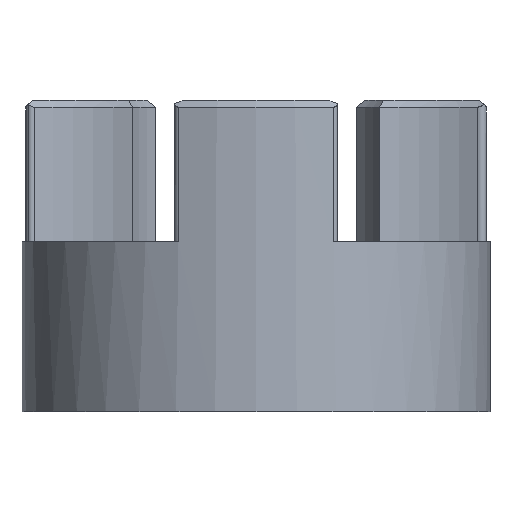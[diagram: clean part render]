
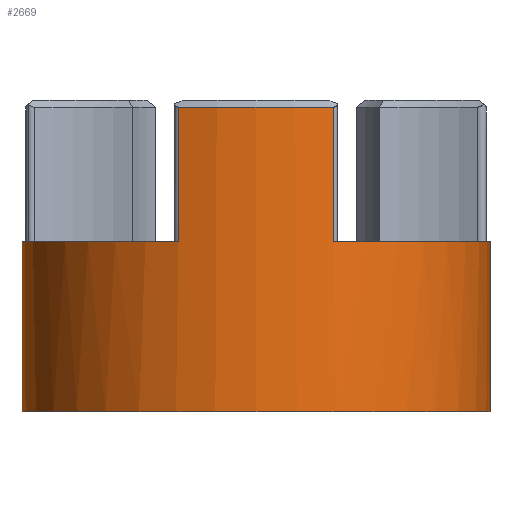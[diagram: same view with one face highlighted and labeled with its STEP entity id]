
A CAD part, front view. The second image highlights one B-rep face of the part: STEP entity #2669.
In plain terms, the highlighted cylindrical face has radius 16.51 mm (diameter 33.02 mm), a partial arc.
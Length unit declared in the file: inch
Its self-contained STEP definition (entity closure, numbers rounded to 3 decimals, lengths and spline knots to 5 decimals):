
#68 = VECTOR ( 'NONE', #2885, 39.37008 ) ;
#239 = DIRECTION ( 'NONE',  ( 0., 0., 1. ) ) ;
#502 = CARTESIAN_POINT ( 'NONE',  ( -0.65, 0., -0.7 ) ) ;
#635 = ORIENTED_EDGE ( 'NONE', *, *, #4631, .F. ) ;
#681 = VECTOR ( 'NONE', #2180, 39.37008 ) ;
#694 = ORIENTED_EDGE ( 'NONE', *, *, #3710, .F. ) ;
#779 = CARTESIAN_POINT ( 'NONE',  ( 0.21549, -0.61324, 0.14664 ) ) ;
#977 = LINE ( 'NONE', #4602, #3271 ) ;
#988 = DIRECTION ( 'NONE',  ( 0., 0., 1. ) ) ;
#1128 = CARTESIAN_POINT ( 'NONE',  ( -0.65, 0., -0.22756 ) ) ;
#1235 = DIRECTION ( 'NONE',  ( 0., 0., -1. ) ) ;
#1286 = DIRECTION ( 'NONE',  ( 0., 0., 1. ) ) ;
#1323 = VERTEX_POINT ( 'NONE', #779 ) ;
#1349 = EDGE_CURVE ( 'NONE', #5259, #4376, #977, .T. ) ;
#1372 = ORIENTED_EDGE ( 'NONE', *, *, #1493, .T. ) ;
#1409 = EDGE_CURVE ( 'NONE', #2935, #1323, #4010, .T. ) ;
#1458 = ORIENTED_EDGE ( 'NONE', *, *, #3879, .F. ) ;
#1493 = EDGE_CURVE ( 'NONE', #1899, #2268, #2535, .T. ) ;
#1552 = ORIENTED_EDGE ( 'NONE', *, *, #3498, .T. ) ;
#1633 = DIRECTION ( 'NONE',  ( 1., 0., 0. ) ) ;
#1812 = DIRECTION ( 'NONE',  ( -1., 0., 0. ) ) ;
#1899 = VERTEX_POINT ( 'NONE', #2089 ) ;
#2089 = CARTESIAN_POINT ( 'NONE',  ( -0.65, 0., -0.7 ) ) ;
#2103 = CARTESIAN_POINT ( 'NONE',  ( 0.65, 0., -0.22756 ) ) ;
#2180 = DIRECTION ( 'NONE',  ( 0., 0., 1. ) ) ;
#2206 = CIRCLE ( 'NONE', #5195, 0.65 ) ;
#2226 = DIRECTION ( 'NONE',  ( 1., 0., 0. ) ) ;
#2268 = VERTEX_POINT ( 'NONE', #4740 ) ;
#2289 = VECTOR ( 'NONE', #239, 39.37008 ) ;
#2296 = AXIS2_PLACEMENT_3D ( 'NONE', #5258, #988, #4764 ) ;
#2327 = CARTESIAN_POINT ( 'NONE',  ( 0., 0., -0.7 ) ) ;
#2535 = CIRCLE ( 'NONE', #4933, 0.65 ) ;
#2546 = ORIENTED_EDGE ( 'NONE', *, *, #5793, .T. ) ;
#2598 = CARTESIAN_POINT ( 'NONE',  ( 0.65, 0., -0.7 ) ) ;
#2669 = ADVANCED_FACE ( 'NONE', ( #5558 ), #3226, .T. ) ;
#2679 = CARTESIAN_POINT ( 'NONE',  ( -0.21549, -0.61324, -0.22756 ) ) ;
#2739 = LINE ( 'NONE', #2598, #2289 ) ;
#2847 = DIRECTION ( 'NONE',  ( 1., 0., 0. ) ) ;
#2885 = DIRECTION ( 'NONE',  ( 0., 0., 1. ) ) ;
#2928 = CARTESIAN_POINT ( 'NONE',  ( -0.21549, -0.61324, 0.14664 ) ) ;
#2935 = VERTEX_POINT ( 'NONE', #3004 ) ;
#2990 = VERTEX_POINT ( 'NONE', #2103 ) ;
#3004 = CARTESIAN_POINT ( 'NONE',  ( 0.21549, -0.61324, -0.22756 ) ) ;
#3199 = DIRECTION ( 'NONE',  ( 0., 0., 1. ) ) ;
#3226 = CYLINDRICAL_SURFACE ( 'NONE', #3597, 0.65 ) ;
#3271 = VECTOR ( 'NONE', #1235, 39.37008 ) ;
#3389 = LINE ( 'NONE', #502, #68 ) ;
#3498 = EDGE_CURVE ( 'NONE', #2268, #2990, #2739, .T. ) ;
#3597 = AXIS2_PLACEMENT_3D ( 'NONE', #2327, #3199, #2847 ) ;
#3690 = CARTESIAN_POINT ( 'NONE',  ( 0., 0., -0.7 ) ) ;
#3710 = EDGE_CURVE ( 'NONE', #1899, #5262, #3389, .T. ) ;
#3879 = EDGE_CURVE ( 'NONE', #5262, #4376, #4359, .T. ) ;
#4010 = LINE ( 'NONE', #5050, #681 ) ;
#4156 = CARTESIAN_POINT ( 'NONE',  ( 0., 0., 0.14664 ) ) ;
#4266 = AXIS2_PLACEMENT_3D ( 'NONE', #4156, #5162, #1812 ) ;
#4359 = CIRCLE ( 'NONE', #2296, 0.65 ) ;
#4376 = VERTEX_POINT ( 'NONE', #2679 ) ;
#4520 = CARTESIAN_POINT ( 'NONE',  ( 0., 0., -0.22756 ) ) ;
#4602 = CARTESIAN_POINT ( 'NONE',  ( -0.21549, -0.61324, -0.7 ) ) ;
#4631 = EDGE_CURVE ( 'NONE', #2935, #2990, #2206, .T. ) ;
#4740 = CARTESIAN_POINT ( 'NONE',  ( 0.65, 0., -0.7 ) ) ;
#4764 = DIRECTION ( 'NONE',  ( 1., 0., 0. ) ) ;
#4933 = AXIS2_PLACEMENT_3D ( 'NONE', #3690, #1286, #2226 ) ;
#5014 = DIRECTION ( 'NONE',  ( 0., 0., 1. ) ) ;
#5050 = CARTESIAN_POINT ( 'NONE',  ( 0.21549, -0.61324, -0.7 ) ) ;
#5162 = DIRECTION ( 'NONE',  ( 0., 0., -1. ) ) ;
#5195 = AXIS2_PLACEMENT_3D ( 'NONE', #4520, #5014, #1633 ) ;
#5258 = CARTESIAN_POINT ( 'NONE',  ( 0., 0., -0.22756 ) ) ;
#5259 = VERTEX_POINT ( 'NONE', #2928 ) ;
#5262 = VERTEX_POINT ( 'NONE', #1128 ) ;
#5298 = CIRCLE ( 'NONE', #4266, 0.65 ) ;
#5558 = FACE_OUTER_BOUND ( 'NONE', #5734, .T. ) ;
#5734 = EDGE_LOOP ( 'NONE', ( #694, #1372, #1552, #635, #5895, #2546, #5777, #1458 ) ) ;
#5777 = ORIENTED_EDGE ( 'NONE', *, *, #1349, .T. ) ;
#5793 = EDGE_CURVE ( 'NONE', #1323, #5259, #5298, .T. ) ;
#5895 = ORIENTED_EDGE ( 'NONE', *, *, #1409, .T. ) ;
